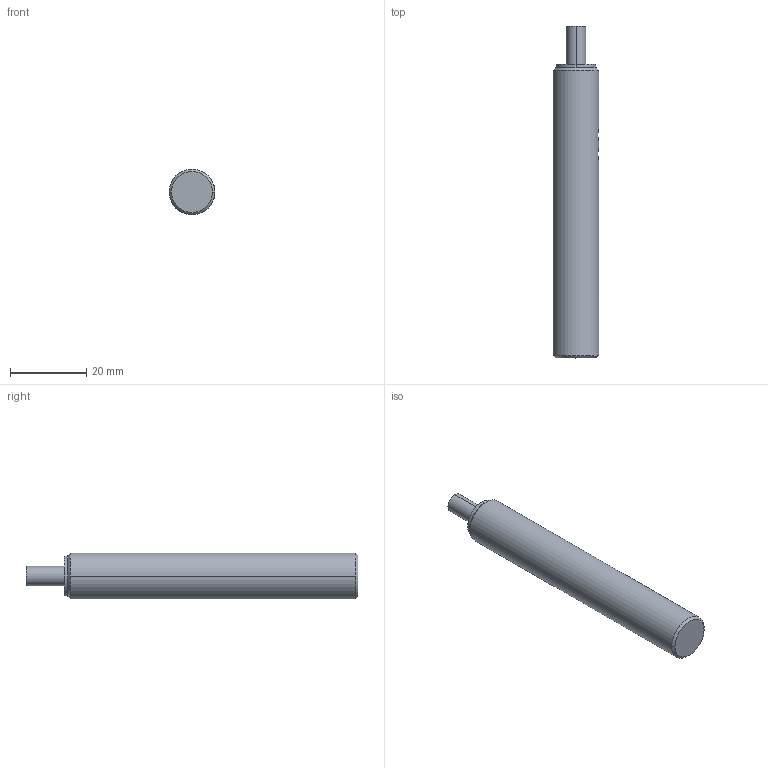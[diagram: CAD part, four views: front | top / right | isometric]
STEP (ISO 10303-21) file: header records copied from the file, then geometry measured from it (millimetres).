
FILE_DESCRIPTION((''),'2;1');
FILE_NAME('DM_CAD-2673','2017-06-21T',('creinig-se'),(''),'PRO/ENGINEER BY PARAMETRIC TECHNOLOGY CORPORATION, 2015440','PRO/ENGINEER BY PARAMETRIC TECHNOLOGY CORPORATION, 2015440','');
FILE_SCHEMA(('CONFIG_CONTROL_DESIGN'));
Length unit declared in the file: millimetre
Products named in the file (1): DM_CAD-2673
Bounding box: 12 x 87 x 12 mm (x, y, z)
Volume: 8861.2 mm3; surface area: 3266.9 mm2
Topology: 1 solids, 1 shells, 20 faces, 98 edges, 88 vertices
Faces by surface type: cylinder 10, plane 6, cone 4
Entity records: 1457 total; most frequent: CARTESIAN_POINT 211, DIRECTION 168, PRESENTATION_STYLE_ASSIGNMENT 117, STYLED_ITEM 112, CURVE_STYLE 105, ORIENTED_EDGE 88, AXIS2_PLACEMENT_3D 57, VECTOR 54
